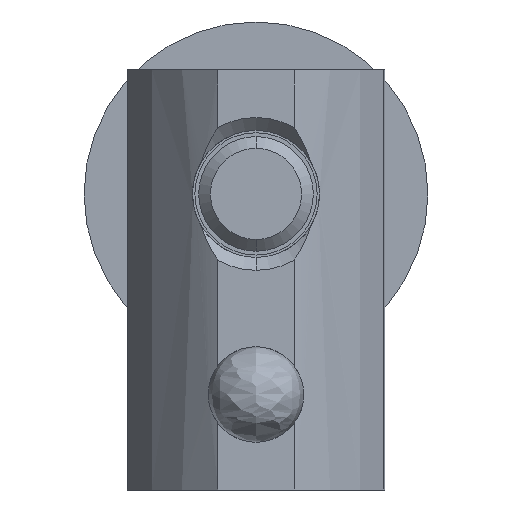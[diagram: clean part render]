
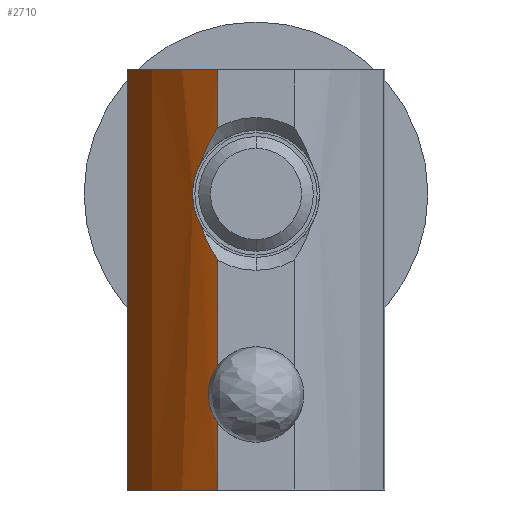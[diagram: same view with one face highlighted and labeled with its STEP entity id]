
A CAD part, front view. The second image highlights one B-rep face of the part: STEP entity #2710.
In plain terms, the highlighted cylindrical face has radius 15 mm (diameter 30 mm), a partial arc.
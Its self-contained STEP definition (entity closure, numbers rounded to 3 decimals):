
#5 = CARTESIAN_POINT ( 'NONE',  ( -2., 0., 18.964 ) ) ;
#38 = DIRECTION ( 'NONE',  ( 0., 0., 1. ) ) ;
#53 = EDGE_LOOP ( 'NONE', ( #2265, #939, #1051, #1891, #953, #922, #643, #1609, #1771, #439 ) ) ;
#105 = CARTESIAN_POINT ( 'NONE',  ( -3.323, 1.089, 15.81 ) ) ;
#116 = CARTESIAN_POINT ( 'NONE',  ( -3.324, 1.089, 15.19 ) ) ;
#125 = B_SPLINE_CURVE_WITH_KNOTS ( 'NONE', 3,
 ( #1292, #1307, #1541, #440, #2246, #1342 ),
 .UNSPECIFIED., .F., .F.,
 ( 4, 2, 4 ),
 ( 0., 0.001, 0.002 ),
 .UNSPECIFIED. ) ;
#135 = DIRECTION ( 'NONE',  ( 0., 0., -1. ) ) ;
#172 = CARTESIAN_POINT ( 'NONE',  ( -6.705, 5.692, 0. ) ) ;
#186 = LINE ( 'NONE', #715, #2195 ) ;
#237 = B_SPLINE_CURVE_WITH_KNOTS ( 'NONE', 3,
 ( #2596, #1245, #1453, #334, #116, #105, #2831, #1475, #1046, #1682 ),
 .UNSPECIFIED., .F., .F.,
 ( 4, 2, 2, 2, 4 ),
 ( 0., 0.001, 0.002, 0.003, 0.004 ),
 .UNSPECIFIED. ) ;
#294 = VECTOR ( 'NONE', #2555, 1000. ) ;
#323 = DIRECTION ( 'NONE',  ( 0., 0., 1. ) ) ;
#324 = EDGE_CURVE ( 'NONE', #2812, #864, #2552, .T. ) ;
#329 = CARTESIAN_POINT ( 'NONE',  ( -2.153, 0.112, 3.705 ) ) ;
#334 = CARTESIAN_POINT ( 'NONE',  ( -3.281, 1.049, 14.89 ) ) ;
#352 = EDGE_CURVE ( 'NONE', #964, #1640, #237, .T. ) ;
#385 = CARTESIAN_POINT ( 'NONE',  ( -2.488, 0.372, 4.719 ) ) ;
#439 = ORIENTED_EDGE ( 'NONE', *, *, #814, .T. ) ;
#440 = CARTESIAN_POINT ( 'NONE',  ( -2.351, 0.263, 18.421 ) ) ;
#469 = CARTESIAN_POINT ( 'NONE',  ( -2., 0., 12.036 ) ) ;
#486 = VERTEX_POINT ( 'NONE', #172 ) ;
#508 = CARTESIAN_POINT ( 'NONE',  ( -2.186, 0.136, 12.3 ) ) ;
#591 = VERTEX_POINT ( 'NONE', #5 ) ;
#643 = ORIENTED_EDGE ( 'NONE', *, *, #324, .T. ) ;
#715 = CARTESIAN_POINT ( 'NONE',  ( -2., 0., 22. ) ) ;
#814 = EDGE_CURVE ( 'NONE', #2668, #2144, #1808, .T. ) ;
#864 = VERTEX_POINT ( 'NONE', #1017 ) ;
#922 = ORIENTED_EDGE ( 'NONE', *, *, #2789, .T. ) ;
#939 = ORIENTED_EDGE ( 'NONE', *, *, #1246, .T. ) ;
#951 = CARTESIAN_POINT ( 'NONE',  ( -2.858, 0.677, 13.803 ) ) ;
#953 = ORIENTED_EDGE ( 'NONE', *, *, #2530, .T. ) ;
#954 = B_SPLINE_CURVE_WITH_KNOTS ( 'NONE', 3,
 ( #1653, #329, #2200, #2433, #1756, #385, #1507, #2190, #1726, #1975, #2625, #1100, #1947, #2422 ),
 .UNSPECIFIED., .F., .F.,
 ( 4, 2, 2, 2, 2, 2, 4 ),
 ( 0., 0.001, 0.001, 0.002, 0.002, 0.002, 0.003 ),
 .UNSPECIFIED. ) ;
#964 = VERTEX_POINT ( 'NONE', #1282 ) ;
#974 = DIRECTION ( 'NONE',  ( -1., 0., 0. ) ) ;
#1017 = CARTESIAN_POINT ( 'NONE',  ( -6.705, 5.692, 22. ) ) ;
#1046 = CARTESIAN_POINT ( 'NONE',  ( -3.003, 0.8, 16.953 ) ) ;
#1051 = ORIENTED_EDGE ( 'NONE', *, *, #1829, .T. ) ;
#1091 = VECTOR ( 'NONE', #38, 1000. ) ;
#1100 = CARTESIAN_POINT ( 'NONE',  ( -2.279, 0.209, 6.061 ) ) ;
#1103 = AXIS2_PLACEMENT_3D ( 'NONE', #2354, #2567, #2378 ) ;
#1135 = DIRECTION ( 'NONE',  ( 0., 0., 1. ) ) ;
#1208 = CARTESIAN_POINT ( 'NONE',  ( -2.76, 0.593, 13.475 ) ) ;
#1245 = CARTESIAN_POINT ( 'NONE',  ( -3.003, 0.8, 14.047 ) ) ;
#1246 = EDGE_CURVE ( 'NONE', #2279, #2380, #186, .T. ) ;
#1282 = CARTESIAN_POINT ( 'NONE',  ( -2.858, 0.677, 13.803 ) ) ;
#1292 = CARTESIAN_POINT ( 'NONE',  ( -2.858, 0.677, 17.197 ) ) ;
#1307 = CARTESIAN_POINT ( 'NONE',  ( -2.76, 0.593, 17.525 ) ) ;
#1342 = CARTESIAN_POINT ( 'NONE',  ( -2., 0., 18.964 ) ) ;
#1385 = CYLINDRICAL_SURFACE ( 'NONE', #2340, 15. ) ;
#1393 = EDGE_CURVE ( 'NONE', #486, #2668, #2804, .T. ) ;
#1399 = CARTESIAN_POINT ( 'NONE',  ( -2.638, 0.492, 13.167 ) ) ;
#1423 = VECTOR ( 'NONE', #135, 1000. ) ;
#1446 = EDGE_CURVE ( 'NONE', #2144, #2279, #954, .T. ) ;
#1453 = CARTESIAN_POINT ( 'NONE',  ( -3.118, 0.902, 14.311 ) ) ;
#1475 = CARTESIAN_POINT ( 'NONE',  ( -3.118, 0.903, 16.688 ) ) ;
#1496 = CARTESIAN_POINT ( 'NONE',  ( -2., 0., 3.5 ) ) ;
#1507 = CARTESIAN_POINT ( 'NONE',  ( -2.5, 0.382, 4.859 ) ) ;
#1533 = B_SPLINE_CURVE_WITH_KNOTS ( 'NONE', 3,
 ( #1841, #508, #2778, #1399, #1208, #951 ),
 .UNSPECIFIED., .F., .F.,
 ( 4, 2, 4 ),
 ( 0., 0.001, 0.002 ),
 .UNSPECIFIED. ) ;
#1541 = CARTESIAN_POINT ( 'NONE',  ( -2.638, 0.492, 17.833 ) ) ;
#1544 = CARTESIAN_POINT ( 'NONE',  ( -2.858, 0.677, 17.197 ) ) ;
#1579 = CARTESIAN_POINT ( 'NONE',  ( 6.854, 12.108, 22. ) ) ;
#1609 = ORIENTED_EDGE ( 'NONE', *, *, #2887, .T. ) ;
#1640 = VERTEX_POINT ( 'NONE', #1544 ) ;
#1653 = CARTESIAN_POINT ( 'NONE',  ( -2., 0., 3.5 ) ) ;
#1682 = CARTESIAN_POINT ( 'NONE',  ( -2.858, 0.677, 17.197 ) ) ;
#1686 = LINE ( 'NONE', #2370, #1423 ) ;
#1726 = CARTESIAN_POINT ( 'NONE',  ( -2.489, 0.373, 5.274 ) ) ;
#1756 = CARTESIAN_POINT ( 'NONE',  ( -2.442, 0.336, 4.45 ) ) ;
#1771 = ORIENTED_EDGE ( 'NONE', *, *, #1393, .T. ) ;
#1799 = CARTESIAN_POINT ( 'NONE',  ( -2., 0., 22. ) ) ;
#1808 = LINE ( 'NONE', #1799, #1091 ) ;
#1829 = EDGE_CURVE ( 'NONE', #2380, #964, #1533, .T. ) ;
#1841 = CARTESIAN_POINT ( 'NONE',  ( -2., 0., 12.036 ) ) ;
#1891 = ORIENTED_EDGE ( 'NONE', *, *, #352, .T. ) ;
#1947 = CARTESIAN_POINT ( 'NONE',  ( -2.154, 0.112, 6.295 ) ) ;
#1975 = CARTESIAN_POINT ( 'NONE',  ( -2.444, 0.337, 5.545 ) ) ;
#2034 = DIRECTION ( 'NONE',  ( 0., 0., -1. ) ) ;
#2088 = FACE_OUTER_BOUND ( 'NONE', #53, .T. ) ;
#2144 = VERTEX_POINT ( 'NONE', #1496 ) ;
#2190 = CARTESIAN_POINT ( 'NONE',  ( -2.5, 0.382, 5.137 ) ) ;
#2195 = VECTOR ( 'NONE', #1135, 1000. ) ;
#2200 = CARTESIAN_POINT ( 'NONE',  ( -2.278, 0.208, 3.935 ) ) ;
#2246 = CARTESIAN_POINT ( 'NONE',  ( -2.186, 0.136, 18.7 ) ) ;
#2265 = ORIENTED_EDGE ( 'NONE', *, *, #1446, .T. ) ;
#2279 = VERTEX_POINT ( 'NONE', #2436 ) ;
#2334 = CARTESIAN_POINT ( 'NONE',  ( -2., 0., 22. ) ) ;
#2340 = AXIS2_PLACEMENT_3D ( 'NONE', #1579, #2034, #974 ) ;
#2354 = CARTESIAN_POINT ( 'NONE',  ( 6.854, 12.108, 22. ) ) ;
#2370 = CARTESIAN_POINT ( 'NONE',  ( -6.705, 5.692, 22. ) ) ;
#2378 = DIRECTION ( 'NONE',  ( -1., 0., 0. ) ) ;
#2380 = VERTEX_POINT ( 'NONE', #469 ) ;
#2422 = CARTESIAN_POINT ( 'NONE',  ( -2., 0., 6.5 ) ) ;
#2433 = CARTESIAN_POINT ( 'NONE',  ( -2.409, 0.31, 4.318 ) ) ;
#2436 = CARTESIAN_POINT ( 'NONE',  ( -2., 0., 6.5 ) ) ;
#2527 = CARTESIAN_POINT ( 'NONE',  ( -2., 0., 22. ) ) ;
#2530 = EDGE_CURVE ( 'NONE', #1640, #591, #125, .T. ) ;
#2552 = CIRCLE ( 'NONE', #1103, 15. ) ;
#2555 = DIRECTION ( 'NONE',  ( 0., 0., 1. ) ) ;
#2566 = LINE ( 'NONE', #2527, #294 ) ;
#2567 = DIRECTION ( 'NONE',  ( 0., 0., -1. ) ) ;
#2572 = CARTESIAN_POINT ( 'NONE',  ( 6.854, 12.108, 0. ) ) ;
#2596 = CARTESIAN_POINT ( 'NONE',  ( -2.858, 0.677, 13.803 ) ) ;
#2625 = CARTESIAN_POINT ( 'NONE',  ( -2.41, 0.31, 5.679 ) ) ;
#2668 = VERTEX_POINT ( 'NONE', #2732 ) ;
#2691 = AXIS2_PLACEMENT_3D ( 'NONE', #2572, #323, #2779 ) ;
#2710 = ADVANCED_FACE ( 'NONE', ( #2088 ), #1385, .T. ) ;
#2732 = CARTESIAN_POINT ( 'NONE',  ( -2., 0., 0. ) ) ;
#2778 = CARTESIAN_POINT ( 'NONE',  ( -2.351, 0.263, 12.579 ) ) ;
#2779 = DIRECTION ( 'NONE',  ( -1., 0., 0. ) ) ;
#2789 = EDGE_CURVE ( 'NONE', #591, #2812, #2566, .T. ) ;
#2804 = CIRCLE ( 'NONE', #2691, 15. ) ;
#2812 = VERTEX_POINT ( 'NONE', #2334 ) ;
#2831 = CARTESIAN_POINT ( 'NONE',  ( -3.281, 1.049, 16.109 ) ) ;
#2887 = EDGE_CURVE ( 'NONE', #864, #486, #1686, .T. ) ;
